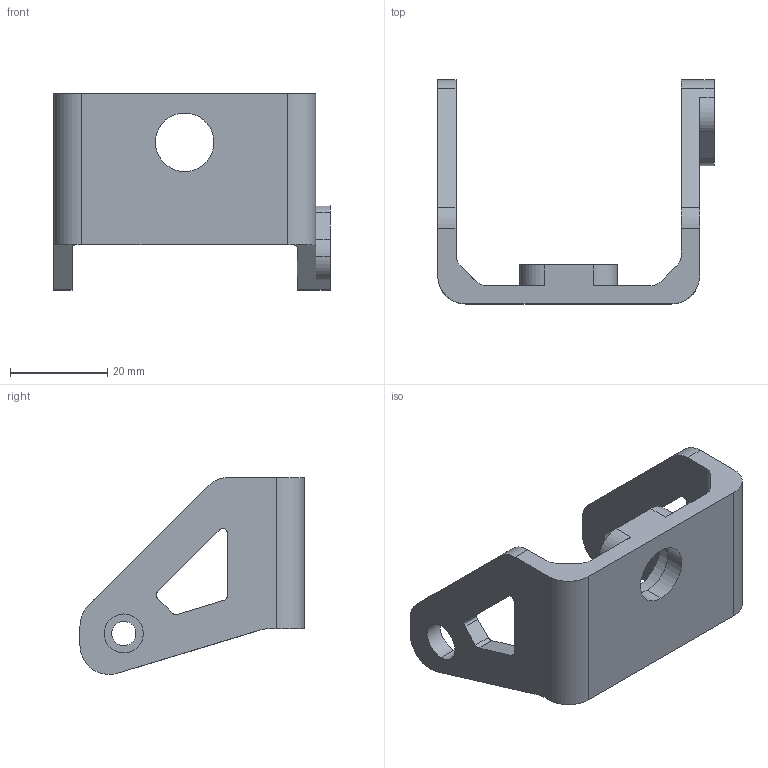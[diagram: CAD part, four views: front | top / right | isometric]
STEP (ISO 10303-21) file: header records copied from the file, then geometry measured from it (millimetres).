
FILE_DESCRIPTION (( 'STEP AP203' ), '1' );
FILE_NAME ('V2_ASV-1.4-USI_008-A-SUP ROUE FOLLE.STEP', '2024-09-10T08:59:25', ( '' ), ( '' ), 'SwSTEP 2.0', 'SolidWorks 2016', '' );
FILE_SCHEMA (( 'CONFIG_CONTROL_DESIGN' ));
Length unit declared in the file: millimetre
Products named in the file (1): V2_ASV-1.4-USI_008-A-SUP ROUE FOLLE
Bounding box: 56.75 x 46 x 40.41 mm (x, y, z)
Volume: 14480 mm3; surface area: 9118.3 mm2
Topology: 1 solids, 1 shells, 68 faces, 195 edges, 130 vertices
Faces by surface type: cylinder 38, plane 30
Entity records: 2354 total; most frequent: CARTESIAN_POINT 416, DIRECTION 399, ORIENTED_EDGE 390, EDGE_CURVE 195, AXIS2_PLACEMENT_3D 141, VERTEX_POINT 130, VECTOR 117, LINE 117
